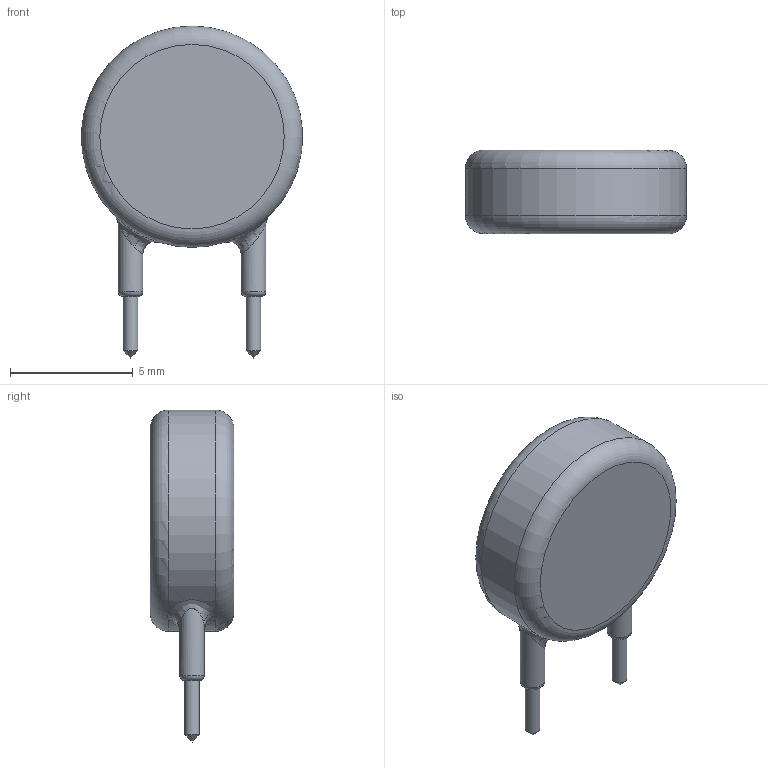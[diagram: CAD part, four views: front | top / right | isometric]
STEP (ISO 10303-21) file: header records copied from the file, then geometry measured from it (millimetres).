
FILE_DESCRIPTION(/* description */ (''),/* implementation_level */ '2;1');
FILE_NAME(/* name */ 'MOV-07D201K.step',/* time_stamp */ '2019-09-03T15:41:27-04:00',/* author */ (''),/* organization */ (''),/* preprocessor_version */ 'ST-DEVELOPER v18',/* originating_system */ 'Autodesk Translation Framework v8.6.0.1094',/* authorisation */ '');
FILE_SCHEMA (('AUTOMOTIVE_DESIGN { 1 0 10303 214 3 1 1 }'));
Length unit declared in the file: millimetre
Products named in the file (1): MOV-07D201K
Bounding box: 8.99 x 3.4 x 13.5 mm (x, y, z)
Volume: 215.8 mm3; surface area: 228.5 mm2
Topology: 1 solids, 1 shells, 22 faces, 62 edges, 40 vertices
Faces by surface type: bspline 8, cylinder 6, torus 4, cone 2, plane 2
Full cylindrical faces by diameter (mm): 0.6 x2, 1 x2
Entity records: 1213 total; most frequent: CARTESIAN_POINT 637, ORIENTED_EDGE 120, DIRECTION 100, EDGE_CURVE 60, AXIS2_PLACEMENT_3D 47, VERTEX_POINT 40, CIRCLE 32, B_SPLINE_CURVE_WITH_KNOTS 22
